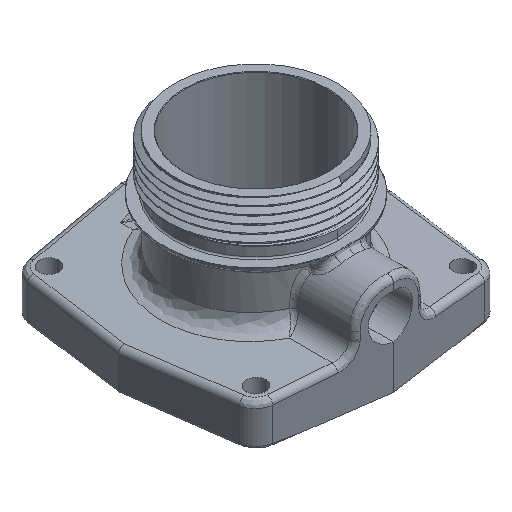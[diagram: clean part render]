
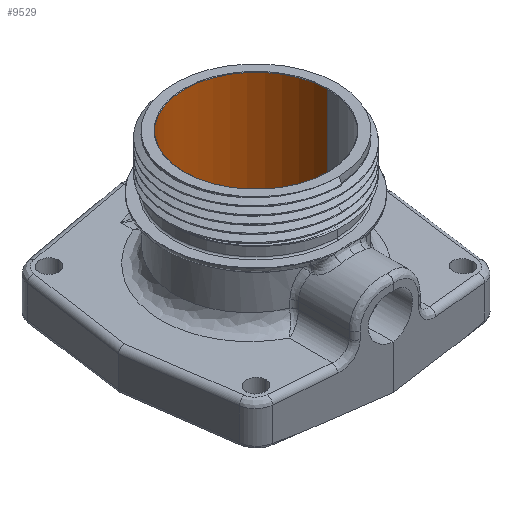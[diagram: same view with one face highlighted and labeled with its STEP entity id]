
A CAD part, isometric view. The second image highlights one B-rep face of the part: STEP entity #9529.
In plain terms, the highlighted cylindrical face has radius 38.1 mm (diameter 76.2 mm), a partial arc.
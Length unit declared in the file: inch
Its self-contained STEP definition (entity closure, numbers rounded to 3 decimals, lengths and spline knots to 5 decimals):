
#3066=CARTESIAN_POINT('',(0.,0.,3.3645));
#3067=DIRECTION('',(0.,0.,1.));
#3068=DIRECTION('',(1.,0.,0.));
#3069=AXIS2_PLACEMENT_3D('',#3066,#3067,#3068);
#3071=DIRECTION('',(0.,0.,-1.));
#3072=VECTOR('',#3071,3.287);
#3073=CARTESIAN_POINT('',(1.5,0.,
3.3645));
#3074=LINE('',#3073,#3072);
#3080=DIRECTION('',(0.,0.,-1.));
#3081=VECTOR('',#3080,3.287);
#3082=CARTESIAN_POINT('',(-1.5,0.,
3.3645));
#3083=LINE('',#3082,#3081);
#3179=CARTESIAN_POINT('',(0.,0.,0.0775));
#3180=DIRECTION('',(0.,0.,1.));
#3181=DIRECTION('',(1.,0.,0.));
#3182=AXIS2_PLACEMENT_3D('',#3179,#3180,#3181);
#4042=CARTESIAN_POINT('',(1.5,0.,0.0775));
#4043=CARTESIAN_POINT('',(-1.5,0.,0.0775));
#4044=VERTEX_POINT('',#4042);
#4045=VERTEX_POINT('',#4043);
#4101=CARTESIAN_POINT('',(1.5,0.,3.3645));
#4102=CARTESIAN_POINT('',(-1.5,0.,3.3645));
#4103=VERTEX_POINT('',#4101);
#4104=VERTEX_POINT('',#4102);
#9515=CARTESIAN_POINT('',(0.,0.,3.6255));
#9516=DIRECTION('',(0.,0.,1.));
#9517=DIRECTION('',(1.,0.,0.));
#9518=AXIS2_PLACEMENT_3D('',#9515,#9516,#9517);
#9519=CYLINDRICAL_SURFACE('',#9518,1.5);
#9520=ORIENTED_EDGE('',*,*,#9505,.F.);
#9522=ORIENTED_EDGE('',*,*,#9521,.T.);
#9524=ORIENTED_EDGE('',*,*,#9523,.T.);
#9526=ORIENTED_EDGE('',*,*,#9525,.F.);
#9527=EDGE_LOOP('',(#9520,#9522,#9524,#9526));
#9528=FACE_OUTER_BOUND('',#9527,.F.);
#3070=CIRCLE('',#3069,1.5);
#3183=CIRCLE('',#3182,1.5);
#9505=EDGE_CURVE('',#4103,#4104,#3070,.T.);
#9521=EDGE_CURVE('',#4103,#4044,#3074,.T.);
#9523=EDGE_CURVE('',#4044,#4045,#3183,.T.);
#9525=EDGE_CURVE('',#4104,#4045,#3083,.T.);
#9529=ADVANCED_FACE('',(#9528),#9519,.F.);
